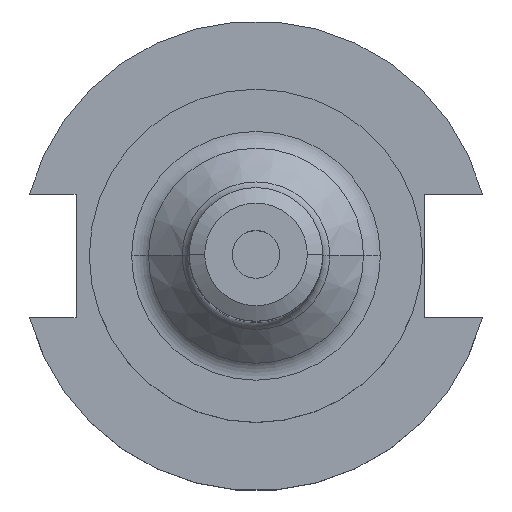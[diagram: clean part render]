
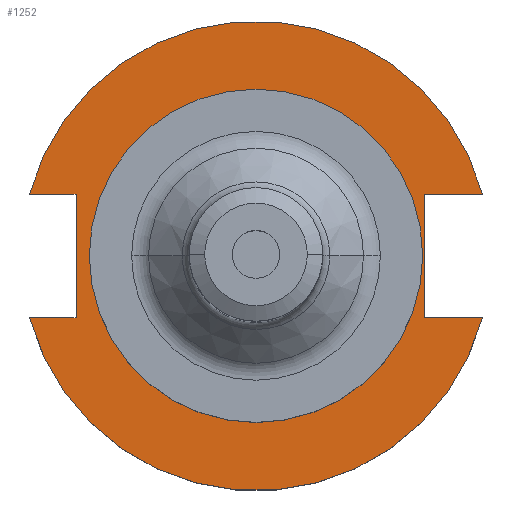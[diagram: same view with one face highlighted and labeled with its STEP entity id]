
A CAD part, top view. The second image highlights one B-rep face of the part: STEP entity #1252.
In plain terms, the highlighted planar face has unit normal (0, 0, 1).
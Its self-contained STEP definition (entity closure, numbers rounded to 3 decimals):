
#5 = EDGE_LOOP ( 'NONE', ( #380, #1892, #396, #1020, #706, #632, #715, #1277 ) ) ;
#58 = CARTESIAN_POINT ( 'NONE',  ( 0., 0., 19.05 ) ) ;
#74 = EDGE_CURVE ( 'NONE', #1447, #1849, #502, .T. ) ;
#148 = FACE_BOUND ( 'NONE', #635, .T. ) ;
#199 = DIRECTION ( 'NONE',  ( 1., 0., 0. ) ) ;
#214 = VERTEX_POINT ( 'NONE', #1791 ) ;
#285 = VERTEX_POINT ( 'NONE', #545 ) ;
#309 = EDGE_CURVE ( 'NONE', #799, #285, #1321, .T. ) ;
#315 = VECTOR ( 'NONE', #1362, 1000. ) ;
#318 = VERTEX_POINT ( 'NONE', #1662 ) ;
#348 = DIRECTION ( 'NONE',  ( 1., 0., 0. ) ) ;
#350 = ORIENTED_EDGE ( 'NONE', *, *, #1937, .F. ) ;
#355 = DIRECTION ( 'NONE',  ( 0., 0., 1. ) ) ;
#359 = DIRECTION ( 'NONE',  ( 1., 0., 0. ) ) ;
#380 = ORIENTED_EDGE ( 'NONE', *, *, #647, .T. ) ;
#384 = VERTEX_POINT ( 'NONE', #1460 ) ;
#396 = ORIENTED_EDGE ( 'NONE', *, *, #74, .F. ) ;
#448 = VECTOR ( 'NONE', #1938, 1000. ) ;
#451 = CARTESIAN_POINT ( 'NONE',  ( -63.719, -12.954, 19.05 ) ) ;
#475 = VECTOR ( 'NONE', #1299, 1000. ) ;
#493 = CARTESIAN_POINT ( 'NONE',  ( 0., 0., 19.05 ) ) ;
#502 = LINE ( 'NONE', #1698, #890 ) ;
#524 = DIRECTION ( 'NONE',  ( 1., 0., 0. ) ) ;
#545 = CARTESIAN_POINT ( 'NONE',  ( -37.719, -12.954, 19.05 ) ) ;
#553 = EDGE_CURVE ( 'NONE', #318, #1648, #1295, .T. ) ;
#566 = EDGE_CURVE ( 'NONE', #1482, #939, #1693, .T. ) ;
#573 = CARTESIAN_POINT ( 'NONE',  ( 35.306, -12.954, 19.05 ) ) ;
#596 = DIRECTION ( 'NONE',  ( 0., 1., 0. ) ) ;
#620 = CARTESIAN_POINT ( 'NONE',  ( -34.925, 0., 19.05 ) ) ;
#632 = ORIENTED_EDGE ( 'NONE', *, *, #566, .F. ) ;
#635 = EDGE_LOOP ( 'NONE', ( #1217, #350 ) ) ;
#647 = EDGE_CURVE ( 'NONE', #799, #384, #1972, .T. ) ;
#651 = DIRECTION ( 'NONE',  ( 0., -1., 0. ) ) ;
#690 = CARTESIAN_POINT ( 'NONE',  ( 35.306, 12.954, 19.05 ) ) ;
#703 = DIRECTION ( 'NONE',  ( 1., 0., 0. ) ) ;
#706 = ORIENTED_EDGE ( 'NONE', *, *, #1745, .T. ) ;
#715 = ORIENTED_EDGE ( 'NONE', *, *, #1410, .F. ) ;
#718 = DIRECTION ( 'NONE',  ( 0., 0., 1. ) ) ;
#799 = VERTEX_POINT ( 'NONE', #912 ) ;
#845 = PLANE ( 'NONE',  #1568 ) ;
#890 = VECTOR ( 'NONE', #651, 1000. ) ;
#899 = CIRCLE ( 'NONE', #1103, 34.925 ) ;
#912 = CARTESIAN_POINT ( 'NONE',  ( -47.477, -12.954, 19.05 ) ) ;
#928 = EDGE_CURVE ( 'NONE', #214, #1447, #1983, .T. ) ;
#939 = VERTEX_POINT ( 'NONE', #1537 ) ;
#944 = LINE ( 'NONE', #1764, #1356 ) ;
#1020 = ORIENTED_EDGE ( 'NONE', *, *, #928, .F. ) ;
#1054 = DIRECTION ( 'NONE',  ( 1., 0., 0. ) ) ;
#1055 = CARTESIAN_POINT ( 'NONE',  ( 35.306, 12.954, 19.05 ) ) ;
#1103 = AXIS2_PLACEMENT_3D ( 'NONE', #58, #1324, #359 ) ;
#1116 = VECTOR ( 'NONE', #596, 1000. ) ;
#1143 = CARTESIAN_POINT ( 'NONE',  ( -63.719, 12.954, 19.05 ) ) ;
#1190 = CARTESIAN_POINT ( 'NONE',  ( 0., 0., 19.05 ) ) ;
#1217 = ORIENTED_EDGE ( 'NONE', *, *, #553, .F. ) ;
#1252 = ADVANCED_FACE ( 'NONE', ( #148, #1403 ), #845, .T. ) ;
#1277 = ORIENTED_EDGE ( 'NONE', *, *, #309, .F. ) ;
#1282 = EDGE_CURVE ( 'NONE', #1849, #384, #944, .T. ) ;
#1295 = CIRCLE ( 'NONE', #1887, 34.925 ) ;
#1299 = DIRECTION ( 'NONE',  ( 1., 0., 0. ) ) ;
#1321 = LINE ( 'NONE', #451, #475 ) ;
#1324 = DIRECTION ( 'NONE',  ( 0., 0., 1. ) ) ;
#1356 = VECTOR ( 'NONE', #348, 1000. ) ;
#1362 = DIRECTION ( 'NONE',  ( -1., 0., 0. ) ) ;
#1403 = FACE_OUTER_BOUND ( 'NONE', #5, .T. ) ;
#1410 = EDGE_CURVE ( 'NONE', #285, #1482, #1931, .T. ) ;
#1440 = CARTESIAN_POINT ( 'NONE',  ( -37.719, 12.954, 19.05 ) ) ;
#1447 = VERTEX_POINT ( 'NONE', #690 ) ;
#1460 = CARTESIAN_POINT ( 'NONE',  ( 47.477, -12.954, 19.05 ) ) ;
#1482 = VERTEX_POINT ( 'NONE', #1440 ) ;
#1527 = CARTESIAN_POINT ( 'NONE',  ( -37.719, 12.954, 19.05 ) ) ;
#1537 = CARTESIAN_POINT ( 'NONE',  ( -47.477, 12.954, 19.05 ) ) ;
#1568 = AXIS2_PLACEMENT_3D ( 'NONE', #1605, #355, #199 ) ;
#1605 = CARTESIAN_POINT ( 'NONE',  ( 0., 49.212, 19.05 ) ) ;
#1630 = DIRECTION ( 'NONE',  ( 0., 0., 1. ) ) ;
#1648 = VERTEX_POINT ( 'NONE', #620 ) ;
#1662 = CARTESIAN_POINT ( 'NONE',  ( 34.925, 0., 19.05 ) ) ;
#1693 = LINE ( 'NONE', #1143, #448 ) ;
#1698 = CARTESIAN_POINT ( 'NONE',  ( 35.306, 12.954, 19.05 ) ) ;
#1702 = DIRECTION ( 'NONE',  ( 0., 0., 1. ) ) ;
#1745 = EDGE_CURVE ( 'NONE', #214, #939, #1904, .T. ) ;
#1751 = AXIS2_PLACEMENT_3D ( 'NONE', #1801, #1630, #703 ) ;
#1764 = CARTESIAN_POINT ( 'NONE',  ( 35.306, -12.954, 19.05 ) ) ;
#1791 = CARTESIAN_POINT ( 'NONE',  ( 47.477, 12.954, 19.05 ) ) ;
#1801 = CARTESIAN_POINT ( 'NONE',  ( 0., 0., 19.05 ) ) ;
#1849 = VERTEX_POINT ( 'NONE', #573 ) ;
#1887 = AXIS2_PLACEMENT_3D ( 'NONE', #493, #1702, #524 ) ;
#1892 = ORIENTED_EDGE ( 'NONE', *, *, #1282, .F. ) ;
#1904 = CIRCLE ( 'NONE', #1964, 49.212 ) ;
#1931 = LINE ( 'NONE', #1527, #1116 ) ;
#1937 = EDGE_CURVE ( 'NONE', #1648, #318, #899, .T. ) ;
#1938 = DIRECTION ( 'NONE',  ( -1., 0., 0. ) ) ;
#1964 = AXIS2_PLACEMENT_3D ( 'NONE', #1190, #718, #1054 ) ;
#1972 = CIRCLE ( 'NONE', #1751, 49.212 ) ;
#1983 = LINE ( 'NONE', #1055, #315 ) ;
